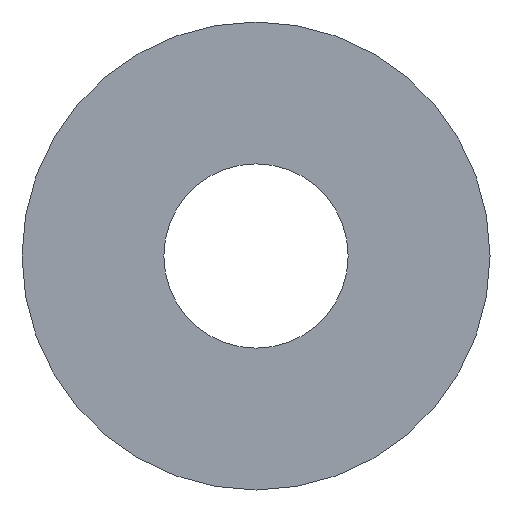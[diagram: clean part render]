
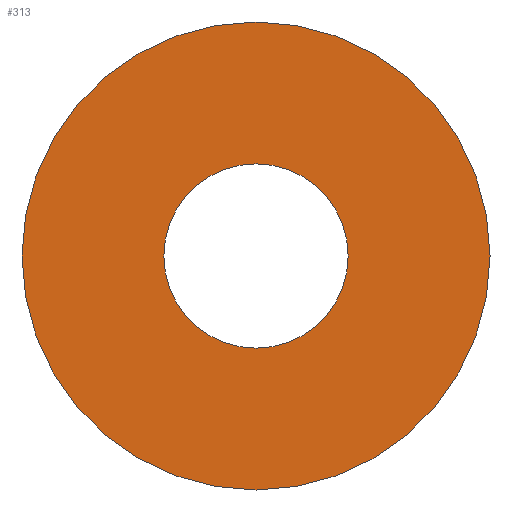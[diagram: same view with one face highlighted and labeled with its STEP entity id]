
A CAD part, front view. The second image highlights one B-rep face of the part: STEP entity #313.
In plain terms, the highlighted planar face has unit normal (0, -1, 0).
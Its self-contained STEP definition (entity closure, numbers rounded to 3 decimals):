
#26 = CIRCLE ( 'NONE', #405, 8. ) ;
#28 = EDGE_CURVE ( 'NONE', #259, #149, #234, .T. ) ;
#30 = DIRECTION ( 'NONE',  ( 0., 0., 1. ) ) ;
#36 = DIRECTION ( 'NONE',  ( 0., 1., 0. ) ) ;
#41 = EDGE_CURVE ( 'NONE', #149, #259, #366, .T. ) ;
#49 = CARTESIAN_POINT ( 'NONE',  ( 0., 0., -8. ) ) ;
#54 = FACE_BOUND ( 'NONE', #109, .T. ) ;
#66 = EDGE_LOOP ( 'NONE', ( #211, #247 ) ) ;
#79 = DIRECTION ( 'NONE',  ( 0., 1., 0. ) ) ;
#109 = EDGE_LOOP ( 'NONE', ( #242, #228 ) ) ;
#123 = CARTESIAN_POINT ( 'NONE',  ( 0., 0., -3.15 ) ) ;
#125 = VERTEX_POINT ( 'NONE', #49 ) ;
#130 = DIRECTION ( 'NONE',  ( 0., 0., 1. ) ) ;
#139 = DIRECTION ( 'NONE',  ( 0., 1., 0. ) ) ;
#149 = VERTEX_POINT ( 'NONE', #123 ) ;
#171 = PLANE ( 'NONE',  #192 ) ;
#192 = AXIS2_PLACEMENT_3D ( 'NONE', #469, #244, #130 ) ;
#211 = ORIENTED_EDGE ( 'NONE', *, *, #393, .F. ) ;
#220 = CARTESIAN_POINT ( 'NONE',  ( 0., 0., 0. ) ) ;
#228 = ORIENTED_EDGE ( 'NONE', *, *, #28, .T. ) ;
#234 = CIRCLE ( 'NONE', #269, 3.15 ) ;
#242 = ORIENTED_EDGE ( 'NONE', *, *, #41, .T. ) ;
#244 = DIRECTION ( 'NONE',  ( 0., 1., 0. ) ) ;
#247 = ORIENTED_EDGE ( 'NONE', *, *, #418, .F. ) ;
#259 = VERTEX_POINT ( 'NONE', #476 ) ;
#269 = AXIS2_PLACEMENT_3D ( 'NONE', #220, #351, #301 ) ;
#301 = DIRECTION ( 'NONE',  ( 0., 0., 1. ) ) ;
#305 = DIRECTION ( 'NONE',  ( 0., 0., 1. ) ) ;
#313 = ADVANCED_FACE ( 'NONE', ( #54, #435 ), #171, .F. ) ;
#334 = DIRECTION ( 'NONE',  ( 0., 0., 1. ) ) ;
#340 = CARTESIAN_POINT ( 'NONE',  ( 0., 0., 0. ) ) ;
#345 = CARTESIAN_POINT ( 'NONE',  ( 0., 0., 0. ) ) ;
#349 = AXIS2_PLACEMENT_3D ( 'NONE', #378, #139, #334 ) ;
#351 = DIRECTION ( 'NONE',  ( 0., 1., 0. ) ) ;
#355 = CARTESIAN_POINT ( 'NONE',  ( 0., 0., 8. ) ) ;
#366 = CIRCLE ( 'NONE', #374, 3.15 ) ;
#374 = AXIS2_PLACEMENT_3D ( 'NONE', #345, #79, #305 ) ;
#378 = CARTESIAN_POINT ( 'NONE',  ( 0., 0., 0. ) ) ;
#393 = EDGE_CURVE ( 'NONE', #125, #462, #399, .T. ) ;
#399 = CIRCLE ( 'NONE', #349, 8. ) ;
#405 = AXIS2_PLACEMENT_3D ( 'NONE', #340, #36, #30 ) ;
#418 = EDGE_CURVE ( 'NONE', #462, #125, #26, .T. ) ;
#435 = FACE_OUTER_BOUND ( 'NONE', #66, .T. ) ;
#462 = VERTEX_POINT ( 'NONE', #355 ) ;
#469 = CARTESIAN_POINT ( 'NONE',  ( 0., 0., 0. ) ) ;
#476 = CARTESIAN_POINT ( 'NONE',  ( 0., 0., 3.15 ) ) ;
